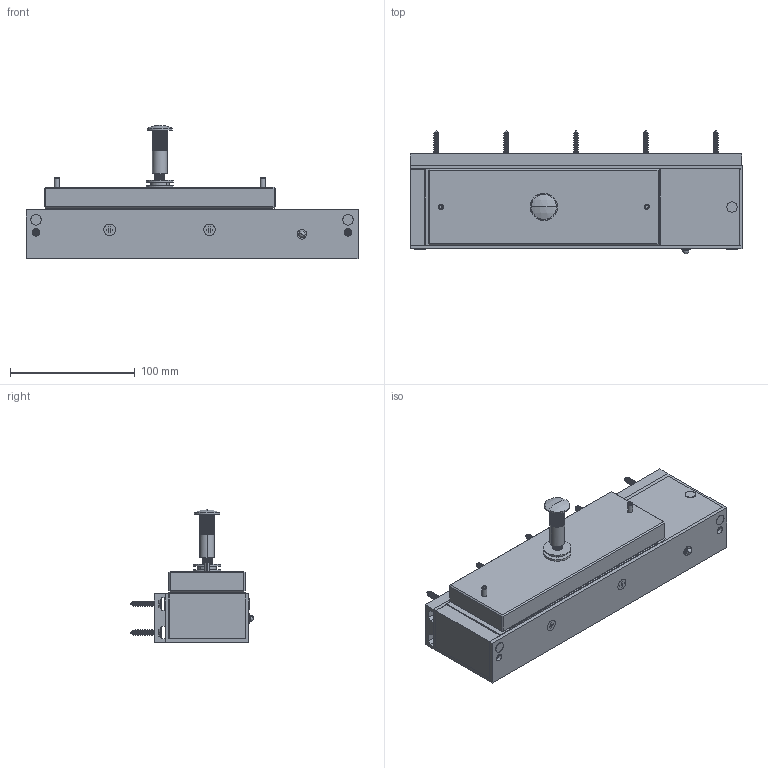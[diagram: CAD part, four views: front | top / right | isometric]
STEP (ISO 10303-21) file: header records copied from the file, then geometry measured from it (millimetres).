
FILE_DESCRIPTION (( 'STEP AP214' ), '1' );
FILE_NAME ('EF550CTC_I.step', '2021-07-29T14:15:36', ( '' ), ( '' ), 'SwSTEP 2.0', 'SolidWorks 2020', '' );
FILE_SCHEMA (( 'AUTOMOTIVE_DESIGN' ));
Length unit declared in the file: millimetre
Products named in the file (19): FP0099-WASHER M8-2; ef550-PLATINE DE FIXATION EF550-1; Group3; Tapping screw DIN 7982-ST4.2x25-C-H-S-5; Group1; Tapping screw DIN 7982-ST4.2x25-C-H-S-8; Tapping screw DIN 7982-ST4.2x25-C-H-S-9; FP0097-SCREW LOW PROFILE HEAD M8 x35-1; Tapping screw DIN 7982-ST4.2x25-C-H-S-7; Tapping screw DIN 7982-ST4.2x25-C-H-S-6; Tapping screw DIN 7982-ST4.2x25-C-H-S-3; Tapping screw DIN 7982-ST4.2x25-C-H-S-1; FP0098-MUSHROOM NUT-1; Tapping screw DIN 7982-ST4.2x25-C-H-S-4; FP0100-JOINT M8-1; Tapping screw DIN 7982-ST4.2x25-C-H-S-10; Tapping screw DIN 7982-ST4.2x25-C-H-S-2; EF550CTC_I; FP0099-WASHER M8-1
Assembly tree (18 placements, depth 2):
  EF550CTC_I
    Group1
    Group3
    Tapping screw DIN 7982-ST4.2x25-C-H-S-7
    Tapping screw DIN 7982-ST4.2x25-C-H-S-9
    Tapping screw DIN 7982-ST4.2x25-C-H-S-1
    Tapping screw DIN 7982-ST4.2x25-C-H-S-8
    ef550-PLATINE DE FIXATION EF550-1
    Tapping screw DIN 7982-ST4.2x25-C-H-S-6
    FP0097-SCREW LOW PROFILE HEAD M8 x35-1
    Tapping screw DIN 7982-ST4.2x25-C-H-S-4
    Tapping screw DIN 7982-ST4.2x25-C-H-S-2
    Tapping screw DIN 7982-ST4.2x25-C-H-S-3
    Tapping screw DIN 7982-ST4.2x25-C-H-S-5
    Tapping screw DIN 7982-ST4.2x25-C-H-S-10
    FP0099-WASHER M8-1
    FP0100-JOINT M8-1
    FP0098-MUSHROOM NUT-1
    FP0099-WASHER M8-2
Bounding box: 266 x 98.99 x 106.7 mm (x, y, z)
Volume: 850737.8 mm3; surface area: 167008 mm2
Topology: 18 solids, 18 shells, 2211 faces, 5393 edges, 3166 vertices
Faces by surface type: cone 1047, cylinder 778, plane 326, torus 56, sphere 4
Entity records: 71043 total; most frequent: DIRECTION 12067, CARTESIAN_POINT 11925, ORIENTED_EDGE 10726, EDGE_CURVE 5363, AXIS2_PLACEMENT_3D 4766, VERTEX_POINT 3166, VECTOR 2535, LINE 2535
